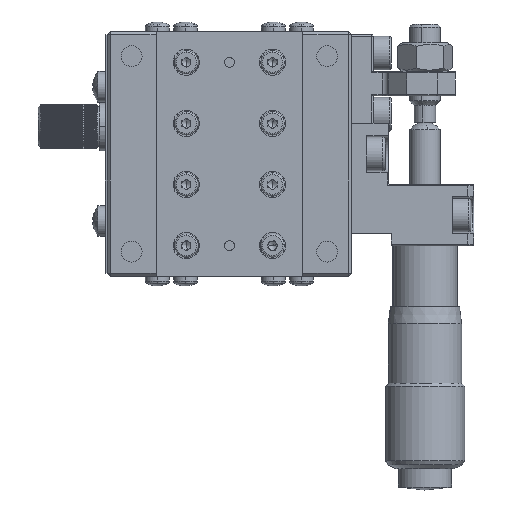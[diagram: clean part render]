
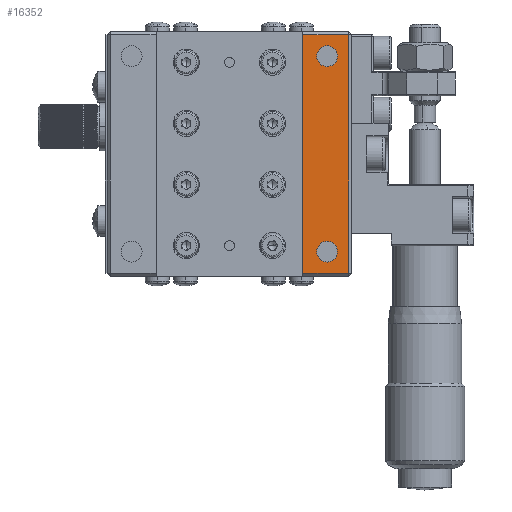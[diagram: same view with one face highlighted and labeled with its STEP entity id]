
A CAD part, left-side view. The second image highlights one B-rep face of the part: STEP entity #16352.
In plain terms, the highlighted planar face has unit normal (-1, 0, 0).
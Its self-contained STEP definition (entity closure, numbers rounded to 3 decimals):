
#689 = ORIENTED_EDGE ( 'NONE', *, *, #5586, .T. ) ;
#1406 = VERTEX_POINT ( 'NONE', #1663 ) ;
#1614 = FACE_BOUND ( 'NONE', #8854, .T. ) ;
#1663 = CARTESIAN_POINT ( 'NONE',  ( 0., 4., 2.3 ) ) ;
#1778 = AXIS2_PLACEMENT_3D ( 'NONE', #26654, #35867, #24046 ) ;
#1835 = EDGE_CURVE ( 'NONE', #23929, #14138, #16575, .T. ) ;
#2979 = CARTESIAN_POINT ( 'NONE',  ( 0., 40., 39.5 ) ) ;
#3893 = DIRECTION ( 'NONE',  ( 0., 0., -1. ) ) ;
#3943 = CARTESIAN_POINT ( 'NONE',  ( 0., 4., 36. ) ) ;
#4280 = DIRECTION ( 'NONE',  ( 1., 0., 0. ) ) ;
#4390 = DIRECTION ( 'NONE',  ( 0., 0., -1. ) ) ;
#4792 = LINE ( 'NONE', #2979, #29252 ) ;
#5586 = EDGE_CURVE ( 'NONE', #1406, #24938, #32415, .T. ) ;
#6071 = EDGE_LOOP ( 'NONE', ( #689, #16777 ) ) ;
#7014 = DIRECTION ( 'NONE',  ( 1., 0., 0. ) ) ;
#7148 = AXIS2_PLACEMENT_3D ( 'NONE', #15826, #4280, #3893 ) ;
#7174 = DIRECTION ( 'NONE',  ( 0., -1., 0. ) ) ;
#8116 = CARTESIAN_POINT ( 'NONE',  ( 0., 8., 0. ) ) ;
#8667 = AXIS2_PLACEMENT_3D ( 'NONE', #13044, #7014, #4390 ) ;
#8854 = EDGE_LOOP ( 'NONE', ( #30510, #12479 ) ) ;
#8889 = CIRCLE ( 'NONE', #22283, 1.7 ) ;
#9980 = DIRECTION ( 'NONE',  ( 1., 0., 0. ) ) ;
#12006 = DIRECTION ( 'NONE',  ( 0., 1., 0. ) ) ;
#12085 = EDGE_CURVE ( 'NONE', #24938, #1406, #28237, .T. ) ;
#12479 = ORIENTED_EDGE ( 'NONE', *, *, #13045, .T. ) ;
#13044 = CARTESIAN_POINT ( 'NONE',  ( 0., 4., 36. ) ) ;
#13045 = EDGE_CURVE ( 'NONE', #22999, #38311, #8889, .T. ) ;
#13921 = VERTEX_POINT ( 'NONE', #14277 ) ;
#14029 = LINE ( 'NONE', #31283, #19706 ) ;
#14138 = VERTEX_POINT ( 'NONE', #29539 ) ;
#14277 = CARTESIAN_POINT ( 'NONE',  ( 0., 0.5, 0.5 ) ) ;
#14476 = AXIS2_PLACEMENT_3D ( 'NONE', #15811, #27920, #19105 ) ;
#15768 = EDGE_CURVE ( 'NONE', #38311, #22999, #34967, .T. ) ;
#15811 = CARTESIAN_POINT ( 'NONE',  ( 0., 40., 40. ) ) ;
#15826 = CARTESIAN_POINT ( 'NONE',  ( 0., 4., 4. ) ) ;
#15875 = DIRECTION ( 'NONE',  ( 0., 0., -1. ) ) ;
#16352 = ADVANCED_FACE ( 'NONE', ( #17569, #38708, #1614 ), #37242, .F. ) ;
#16575 = LINE ( 'NONE', #8116, #25506 ) ;
#16777 = ORIENTED_EDGE ( 'NONE', *, *, #12085, .T. ) ;
#17569 = FACE_OUTER_BOUND ( 'NONE', #37601, .T. ) ;
#17884 = ORIENTED_EDGE ( 'NONE', *, *, #21539, .T. ) ;
#19105 = DIRECTION ( 'NONE',  ( 0., 0., -1. ) ) ;
#19706 = VECTOR ( 'NONE', #28156, 1000. ) ;
#20983 = DIRECTION ( 'NONE',  ( 0., 0., 1. ) ) ;
#21539 = EDGE_CURVE ( 'NONE', #23929, #13921, #29000, .T. ) ;
#21729 = CARTESIAN_POINT ( 'NONE',  ( 0., 8., 0.5 ) ) ;
#22283 = AXIS2_PLACEMENT_3D ( 'NONE', #3943, #9980, #15875 ) ;
#22999 = VERTEX_POINT ( 'NONE', #36574 ) ;
#23929 = VERTEX_POINT ( 'NONE', #21729 ) ;
#24046 = DIRECTION ( 'NONE',  ( 0., 0., -1. ) ) ;
#24484 = CARTESIAN_POINT ( 'NONE',  ( 0., 4., 5.7 ) ) ;
#24641 = CARTESIAN_POINT ( 'NONE',  ( 0., 0.5, 39.5 ) ) ;
#24855 = EDGE_CURVE ( 'NONE', #29850, #14138, #4792, .T. ) ;
#24938 = VERTEX_POINT ( 'NONE', #24484 ) ;
#25506 = VECTOR ( 'NONE', #20983, 1000. ) ;
#26654 = CARTESIAN_POINT ( 'NONE',  ( 0., 4., 4. ) ) ;
#26659 = CARTESIAN_POINT ( 'NONE',  ( 0., 4., 34.3 ) ) ;
#27920 = DIRECTION ( 'NONE',  ( 1., 0., 0. ) ) ;
#28156 = DIRECTION ( 'NONE',  ( 0., 0., 1. ) ) ;
#28237 = CIRCLE ( 'NONE', #7148, 1.7 ) ;
#29000 = LINE ( 'NONE', #37401, #29928 ) ;
#29252 = VECTOR ( 'NONE', #12006, 1000. ) ;
#29539 = CARTESIAN_POINT ( 'NONE',  ( 0., 8., 39.5 ) ) ;
#29850 = VERTEX_POINT ( 'NONE', #24641 ) ;
#29928 = VECTOR ( 'NONE', #7174, 1000. ) ;
#30510 = ORIENTED_EDGE ( 'NONE', *, *, #15768, .T. ) ;
#30581 = ORIENTED_EDGE ( 'NONE', *, *, #36021, .T. ) ;
#30876 = ORIENTED_EDGE ( 'NONE', *, *, #24855, .T. ) ;
#31283 = CARTESIAN_POINT ( 'NONE',  ( 0., 0.5, 40. ) ) ;
#32415 = CIRCLE ( 'NONE', #1778, 1.7 ) ;
#33659 = ORIENTED_EDGE ( 'NONE', *, *, #1835, .F. ) ;
#34967 = CIRCLE ( 'NONE', #8667, 1.7 ) ;
#35867 = DIRECTION ( 'NONE',  ( 1., 0., 0. ) ) ;
#36021 = EDGE_CURVE ( 'NONE', #13921, #29850, #14029, .T. ) ;
#36574 = CARTESIAN_POINT ( 'NONE',  ( 0., 4., 37.7 ) ) ;
#37242 = PLANE ( 'NONE',  #14476 ) ;
#37401 = CARTESIAN_POINT ( 'NONE',  ( 0., 40., 0.5 ) ) ;
#37601 = EDGE_LOOP ( 'NONE', ( #30876, #33659, #17884, #30581 ) ) ;
#38311 = VERTEX_POINT ( 'NONE', #26659 ) ;
#38708 = FACE_BOUND ( 'NONE', #6071, .T. ) ;
